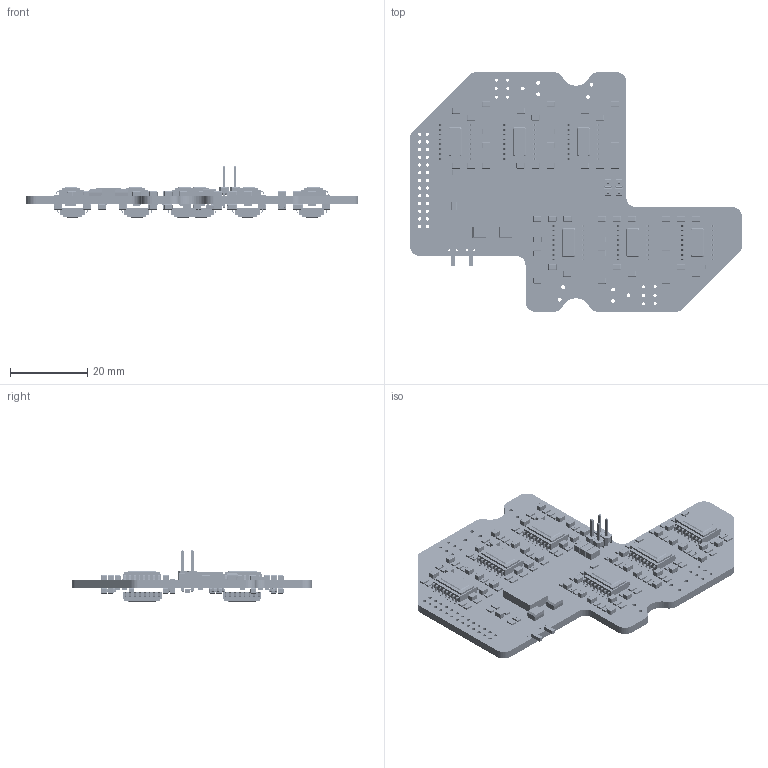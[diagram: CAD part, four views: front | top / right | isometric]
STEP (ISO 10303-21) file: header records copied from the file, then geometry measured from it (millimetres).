
FILE_DESCRIPTION(('Open CASCADE Model'),'2;1');
FILE_NAME('Open CASCADE Shape Model','2022-12-05T18:39:41',('Author'),( 'Open CASCADE'),'Open CASCADE STEP processor 6.8','Open CASCADE 6.8' ,'Unknown');
FILE_SCHEMA(('AUTOMOTIVE_DESIGN { 1 0 10303 214 1 1 1 1 }'));
Length unit declared in the file: millimetre
Products named in the file (253): PCB; Board; Open CASCADE STEP translator 6.8 6.1.1; VD11; SOT323_(SC70-3)-1; K_X_F6rper_1; Beschriftung_1; Pins_1; VD10; VD9; VD8; U6; SMD_RLC_0805; User_Library-R_SMD_0805_0805_BODY; User_Library-R_SMD_0805_0805_PAD; User_Library-R_SMD_0805_0805_OPIS; 401.16-3_RGB8421504; U5; R102; R101; R100; R99; R98; R97; R96; R95; R94; R93; R92; R91; R90; R89; R88; R87; R86; R85; R84; R83; R82; R81 ...
Assembly tree (500 placements, depth 4):
  PCB
    Board
      Open CASCADE STEP translator 6.8 6.1.1
    VD11
      SOT323_(SC70-3)-1
        K_X_F6rper_1
        Beschriftung_1
        Pins_1  x3
    VD10
      SOT323_(SC70-3)-1
        K_X_F6rper_1
        Beschriftung_1
        Pins_1  x3
    VD9
      SOT323_(SC70-3)-1
        K_X_F6rper_1
        Beschriftung_1
        Pins_1  x3
    VD8
      SOT323_(SC70-3)-1
        K_X_F6rper_1
        Beschriftung_1
        Pins_1  x3
    U6
      SMD_RLC_0805  x3
        User_Library-R_SMD_0805_0805_BODY
        User_Library-R_SMD_0805_0805_PAD
        User_Library-R_SMD_0805_0805_OPIS
      401.16-3_RGB8421504  x2
    U5
      SMD_RLC_0805  x3
        User_Library-R_SMD_0805_0805_BODY
        User_Library-R_SMD_0805_0805_PAD
        User_Library-R_SMD_0805_0805_OPIS
      401.16-3_RGB8421504  x2
    R102
      SMD_RLC_0805
        User_Library-R_SMD_0805_0805_BODY
        User_Library-R_SMD_0805_0805_PAD  x2
        User_Library-R_SMD_0805_0805_OPIS
    R101
      SMD_RLC_0805
        User_Library-R_SMD_0805_0805_BODY
        User_Library-R_SMD_0805_0805_PAD  x2
        User_Library-R_SMD_0805_0805_OPIS
    R100
      SMD_RLC_0805
        User_Library-R_SMD_0805_0805_BODY
        User_Library-R_SMD_0805_0805_PAD  x2
        User_Library-R_SMD_0805_0805_OPIS
    R99
      SMD_RLC_0805
        User_Library-R_SMD_0805_0805_BODY
        User_Library-R_SMD_0805_0805_PAD  x2
        User_Library-R_SMD_0805_0805_OPIS
    R98
      SMD_RLC_0805
        User_Library-R_SMD_0805_0805_BODY
        User_Library-R_SMD_0805_0805_PAD  x2
        User_Library-R_SMD_0805_0805_OPIS
Bounding box: 86.22 x 62.2 x 13.33 mm (x, y, z)
Volume: 9400.2 mm3; surface area: 15919.3 mm2
Topology: 895 solids, 895 shells, 28283 faces, 71313 edges, 45544 vertices
Faces by surface type: plane 12601, bspline 10820, cylinder 4206, sphere 656
Full cylindrical faces by diameter (mm): 0.508 x4, 0.8 x12, 0.864 x26, 0.95 x4, 1 x10
Entity records: 59132 total; most frequent: CARTESIAN_POINT 14390, ORIENTED_EDGE 7012, DIRECTION 5906, EDGE_CURVE 3506, VERTEX_POINT 2280, LINE 2154, VECTOR 2154, AXIS2_PLACEMENT_3D 1876
